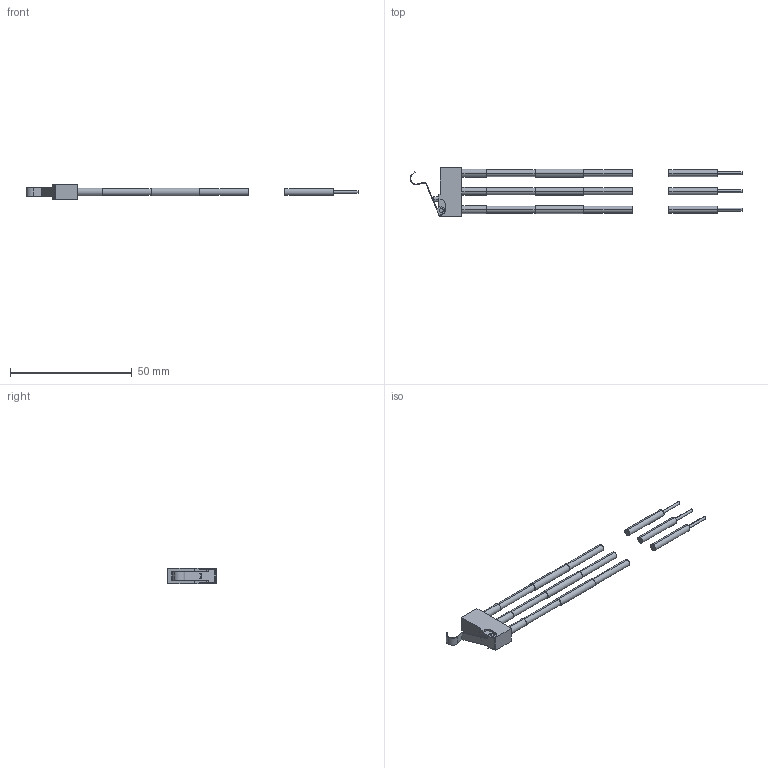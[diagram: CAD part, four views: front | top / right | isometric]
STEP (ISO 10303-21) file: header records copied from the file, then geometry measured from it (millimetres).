
FILE_DESCRIPTION(('STEP AP214'),'1');
FILE_NAME('cctmp_144F33DC-AADA-4F89-833A-140B00C8233F_2023_04_14_01_05_43_0364..stp','2023-04-13T23:05:43',('SIEMENS A&D'),('CADClick - www.CADClick.com'),'Spatial InterOp 3D postprocessed',' ','unknown authorization');
FILE_SCHEMA(('AUTOMOTIVE_DESIGN'));
Length unit declared in the file: millimetre
Products named in the file (5): cc_unnamed; 2023_04_14_01_05_43_0333; 2023_04_14_01_05_43_0302; 2023_04_14_01_05_43_0270; 2023_04_14_01_05_43_0239
Assembly tree (4 placements, depth 2):
  cc_unnamed
    2023_04_14_01_05_43_0333
    2023_04_14_01_05_43_0302
    2023_04_14_01_05_43_0270
    2023_04_14_01_05_43_0239
Bounding box: 136.34 x 20 x 6.5 mm (x, y, z)
Volume: 3083.7 mm3; surface area: 3659.9 mm2
Topology: 4 solids, 4 shells, 115 faces, 272 edges, 180 vertices
Faces by surface type: plane 61, cylinder 54
Entity records: 5652 total; most frequent: DIRECTION 622, CARTESIAN_POINT 572, STYLED_ITEM 571, PRESENTATION_STYLE_ASSIGNMENT 571, ORIENTED_EDGE 544, EDGE_CURVE 272, CURVE_STYLE 272, DRAUGHTING_PRE_DEFINED_CURVE_FONT 272
